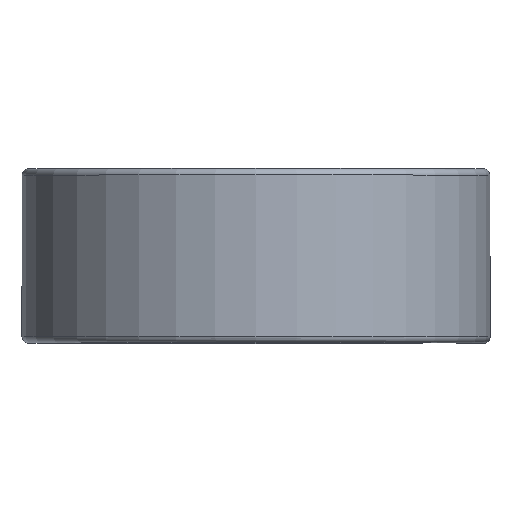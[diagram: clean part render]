
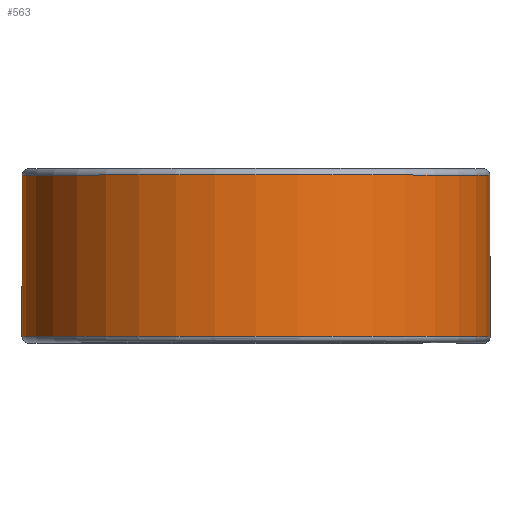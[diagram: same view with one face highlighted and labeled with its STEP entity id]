
A CAD part, top view. The second image highlights one B-rep face of the part: STEP entity #563.
In plain terms, the highlighted cylindrical face has radius 27.711 mm (diameter 55.423 mm), a partial arc.
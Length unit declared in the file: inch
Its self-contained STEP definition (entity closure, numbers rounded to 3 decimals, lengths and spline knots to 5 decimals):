
#157 = VECTOR ( 'NONE', #590, 39.37008 ) ;
#172 = EDGE_CURVE ( 'NONE', #1039, #912, #195, .T. ) ;
#195 = LINE ( 'NONE', #2148, #157 ) ;
#406 = CARTESIAN_POINT ( 'NONE',  ( 0., -0.37625, -1.091 ) ) ;
#425 = CYLINDRICAL_SURFACE ( 'NONE', #962, 1.091 ) ;
#517 = VECTOR ( 'NONE', #2357, 39.37008 ) ;
#563 = ADVANCED_FACE ( 'NONE', ( #2257 ), #425, .T. ) ;
#570 = ORIENTED_EDGE ( 'NONE', *, *, #172, .F. ) ;
#590 = DIRECTION ( 'NONE',  ( 0., 1., 0. ) ) ;
#593 = CARTESIAN_POINT ( 'NONE',  ( 0., -0.37625, 0. ) ) ;
#689 = VERTEX_POINT ( 'NONE', #1518 ) ;
#782 = DIRECTION ( 'NONE',  ( 0., 0., -1. ) ) ;
#822 = DIRECTION ( 'NONE',  ( 0., 0., -1. ) ) ;
#870 = ORIENTED_EDGE ( 'NONE', *, *, #2079, .T. ) ;
#912 = VERTEX_POINT ( 'NONE', #1300 ) ;
#962 = AXIS2_PLACEMENT_3D ( 'NONE', #2137, #1007, #822 ) ;
#1007 = DIRECTION ( 'NONE',  ( 0., -1., 0. ) ) ;
#1028 = EDGE_LOOP ( 'NONE', ( #1110, #870, #570, #1221 ) ) ;
#1039 = VERTEX_POINT ( 'NONE', #406 ) ;
#1073 = DIRECTION ( 'NONE',  ( 0., -1., 0. ) ) ;
#1086 = CIRCLE ( 'NONE', #1213, 1.091 ) ;
#1110 = ORIENTED_EDGE ( 'NONE', *, *, #1446, .T. ) ;
#1165 = VERTEX_POINT ( 'NONE', #1180 ) ;
#1180 = CARTESIAN_POINT ( 'NONE',  ( 1.091, 0.37625, 0. ) ) ;
#1213 = AXIS2_PLACEMENT_3D ( 'NONE', #2193, #1073, #2360 ) ;
#1221 = ORIENTED_EDGE ( 'NONE', *, *, #2331, .F. ) ;
#1300 = CARTESIAN_POINT ( 'NONE',  ( 0., 0.37625, -1.091 ) ) ;
#1444 = CARTESIAN_POINT ( 'NONE',  ( 1.091, 0.37625, 0. ) ) ;
#1446 = EDGE_CURVE ( 'NONE', #689, #1165, #2325, .T. ) ;
#1518 = CARTESIAN_POINT ( 'NONE',  ( 1.091, -0.37625, 0. ) ) ;
#1952 = DIRECTION ( 'NONE',  ( 0., -1., 0. ) ) ;
#2067 = AXIS2_PLACEMENT_3D ( 'NONE', #593, #1952, #782 ) ;
#2079 = EDGE_CURVE ( 'NONE', #1165, #912, #1086, .T. ) ;
#2137 = CARTESIAN_POINT ( 'NONE',  ( 0., 0.375, 0. ) ) ;
#2148 = CARTESIAN_POINT ( 'NONE',  ( 0., 0.37625, -1.091 ) ) ;
#2193 = CARTESIAN_POINT ( 'NONE',  ( 0., 0.37625, 0. ) ) ;
#2257 = FACE_OUTER_BOUND ( 'NONE', #1028, .T. ) ;
#2259 = CIRCLE ( 'NONE', #2067, 1.091 ) ;
#2325 = LINE ( 'NONE', #1444, #517 ) ;
#2331 = EDGE_CURVE ( 'NONE', #689, #1039, #2259, .T. ) ;
#2357 = DIRECTION ( 'NONE',  ( 0., 1., 0. ) ) ;
#2360 = DIRECTION ( 'NONE',  ( 0., 0., -1. ) ) ;
